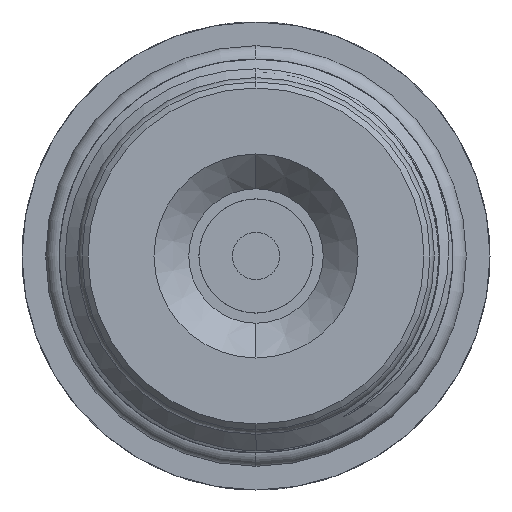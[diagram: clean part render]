
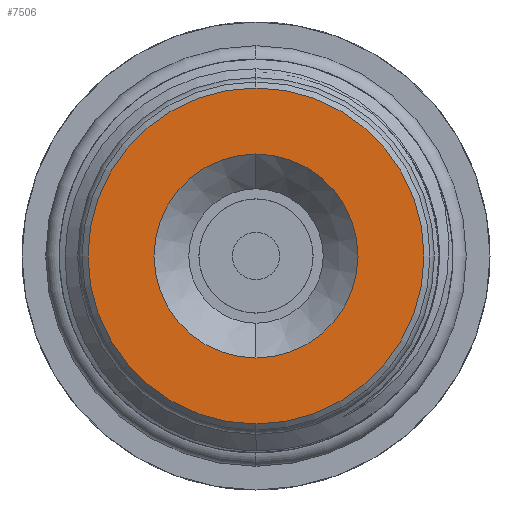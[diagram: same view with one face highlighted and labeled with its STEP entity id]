
A CAD part, left-side view. The second image highlights one B-rep face of the part: STEP entity #7506.
In plain terms, the highlighted planar face has unit normal (-1, 0, 0).
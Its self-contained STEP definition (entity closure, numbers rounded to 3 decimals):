
#38 = ORIENTED_EDGE ( 'NONE', *, *, #15227, .T. ) ;
#541 = FACE_BOUND ( 'NONE', #3999, .T. ) ;
#1052 = DIRECTION ( 'NONE',  ( 1., 0., 0. ) ) ;
#1392 = CARTESIAN_POINT ( 'NONE',  ( 0., 0., 8.5 ) ) ;
#1625 = CARTESIAN_POINT ( 'NONE',  ( 0., 0., 0. ) ) ;
#3315 = DIRECTION ( 'NONE',  ( 0., 0., -1. ) ) ;
#3999 = EDGE_LOOP ( 'NONE', ( #17692, #14966 ) ) ;
#5273 = EDGE_LOOP ( 'NONE', ( #6130, #38 ) ) ;
#5361 = DIRECTION ( 'NONE',  ( -1., 0., 0. ) ) ;
#6130 = ORIENTED_EDGE ( 'NONE', *, *, #16758, .T. ) ;
#6385 = VERTEX_POINT ( 'NONE', #19794 ) ;
#7506 = ADVANCED_FACE ( 'NONE', ( #16243, #541 ), #14997, .F. ) ;
#7917 = AXIS2_PLACEMENT_3D ( 'NONE', #10592, #15993, #17698 ) ;
#9543 = CIRCLE ( 'NONE', #11828, 14. ) ;
#9783 = CARTESIAN_POINT ( 'NONE',  ( 0., 0., 0. ) ) ;
#10425 = VERTEX_POINT ( 'NONE', #20429 ) ;
#10592 = CARTESIAN_POINT ( 'NONE',  ( 0., 0., 0. ) ) ;
#11828 = AXIS2_PLACEMENT_3D ( 'NONE', #1625, #18942, #3315 ) ;
#12688 = AXIS2_PLACEMENT_3D ( 'NONE', #14614, #14374, #19945 ) ;
#12792 = VERTEX_POINT ( 'NONE', #1392 ) ;
#13237 = AXIS2_PLACEMENT_3D ( 'NONE', #15823, #5361, #17389 ) ;
#13611 = CIRCLE ( 'NONE', #7917, 8.5 ) ;
#13915 = DIRECTION ( 'NONE',  ( 0., 0., -1. ) ) ;
#14374 = DIRECTION ( 'NONE',  ( -1., 0., 0. ) ) ;
#14614 = CARTESIAN_POINT ( 'NONE',  ( 0., 0., 0. ) ) ;
#14784 = CIRCLE ( 'NONE', #13237, 14. ) ;
#14966 = ORIENTED_EDGE ( 'NONE', *, *, #21386, .F. ) ;
#14997 = PLANE ( 'NONE',  #17138 ) ;
#15227 = EDGE_CURVE ( 'NONE', #10425, #16252, #14784, .T. ) ;
#15791 = CARTESIAN_POINT ( 'NONE',  ( 0., 0., -14. ) ) ;
#15823 = CARTESIAN_POINT ( 'NONE',  ( 0., 0., 0. ) ) ;
#15993 = DIRECTION ( 'NONE',  ( -1., 0., 0. ) ) ;
#16243 = FACE_OUTER_BOUND ( 'NONE', #5273, .T. ) ;
#16252 = VERTEX_POINT ( 'NONE', #15791 ) ;
#16758 = EDGE_CURVE ( 'NONE', #16252, #10425, #9543, .T. ) ;
#17138 = AXIS2_PLACEMENT_3D ( 'NONE', #9783, #1052, #13915 ) ;
#17374 = CIRCLE ( 'NONE', #12688, 8.5 ) ;
#17389 = DIRECTION ( 'NONE',  ( 0., 0., -1. ) ) ;
#17692 = ORIENTED_EDGE ( 'NONE', *, *, #17916, .F. ) ;
#17698 = DIRECTION ( 'NONE',  ( 0., 0., 1. ) ) ;
#17916 = EDGE_CURVE ( 'NONE', #12792, #6385, #17374, .T. ) ;
#18942 = DIRECTION ( 'NONE',  ( -1., 0., 0. ) ) ;
#19794 = CARTESIAN_POINT ( 'NONE',  ( 0., 0., -8.5 ) ) ;
#19945 = DIRECTION ( 'NONE',  ( 0., 0., 1. ) ) ;
#20429 = CARTESIAN_POINT ( 'NONE',  ( 0., 0., 14. ) ) ;
#21386 = EDGE_CURVE ( 'NONE', #6385, #12792, #13611, .T. ) ;
